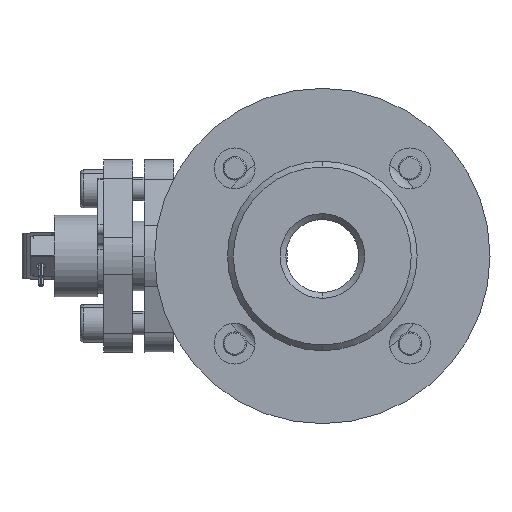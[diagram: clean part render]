
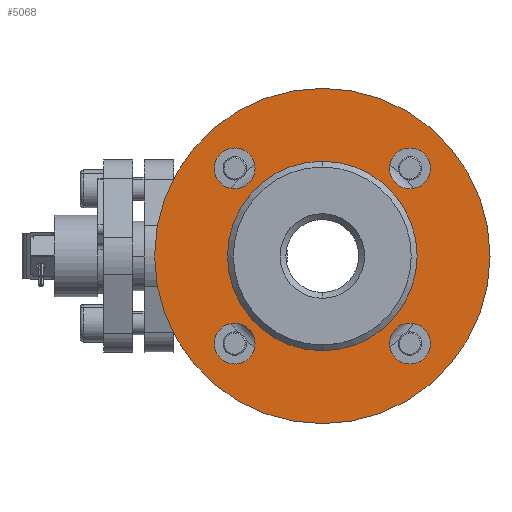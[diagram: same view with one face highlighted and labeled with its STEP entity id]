
A CAD part, left-side view. The second image highlights one B-rep face of the part: STEP entity #5068.
In plain terms, the highlighted planar face has unit normal (-1, 0, 0).
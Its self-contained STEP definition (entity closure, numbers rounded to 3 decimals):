
#44 = VERTEX_POINT ( 'NONE', #9890 ) ;
#98 = AXIS2_PLACEMENT_3D ( 'NONE', #10776, #5135, #411 ) ;
#411 = DIRECTION ( 'NONE',  ( 0., 0., 1. ) ) ;
#715 = DIRECTION ( 'NONE',  ( 0., 0., 1. ) ) ;
#769 = VERTEX_POINT ( 'NONE', #9255 ) ;
#784 = DIRECTION ( 'NONE',  ( 0., 0., 1. ) ) ;
#817 = ORIENTED_EDGE ( 'NONE', *, *, #3248, .F. ) ;
#931 = ORIENTED_EDGE ( 'NONE', *, *, #8169, .T. ) ;
#1016 = PLANE ( 'NONE',  #7770 ) ;
#1185 = CIRCLE ( 'NONE', #5137, 7. ) ;
#1255 = FACE_BOUND ( 'NONE', #2679, .T. ) ;
#1301 = DIRECTION ( 'NONE',  ( -1., 0., 0. ) ) ;
#1684 = VERTEX_POINT ( 'NONE', #11328 ) ;
#1686 = CIRCLE ( 'NONE', #2476, 7. ) ;
#1724 = EDGE_CURVE ( 'NONE', #6615, #9242, #8593, .T. ) ;
#1833 = DIRECTION ( 'NONE',  ( -1., 0., 0. ) ) ;
#1944 = FACE_OUTER_BOUND ( 'NONE', #3774, .T. ) ;
#1957 = AXIS2_PLACEMENT_3D ( 'NONE', #11188, #11122, #7198 ) ;
#2180 = EDGE_CURVE ( 'NONE', #44, #5098, #1686, .T. ) ;
#2237 = DIRECTION ( 'NONE',  ( 0., 0., 1. ) ) ;
#2263 = VERTEX_POINT ( 'NONE', #5726 ) ;
#2451 = EDGE_LOOP ( 'NONE', ( #2851, #6320 ) ) ;
#2476 = AXIS2_PLACEMENT_3D ( 'NONE', #4725, #4544, #10315 ) ;
#2679 = EDGE_LOOP ( 'NONE', ( #7756, #5038 ) ) ;
#2758 = CARTESIAN_POINT ( 'NONE',  ( -70.33, 0., 0. ) ) ;
#2851 = ORIENTED_EDGE ( 'NONE', *, *, #2180, .F. ) ;
#2976 = CARTESIAN_POINT ( 'NONE',  ( -70.33, 30.052, -30.052 ) ) ;
#3103 = ORIENTED_EDGE ( 'NONE', *, *, #9176, .F. ) ;
#3161 = VERTEX_POINT ( 'NONE', #5111 ) ;
#3248 = EDGE_CURVE ( 'NONE', #7250, #3161, #3682, .T. ) ;
#3330 = CIRCLE ( 'NONE', #6891, 7. ) ;
#3342 = CIRCLE ( 'NONE', #11483, 7. ) ;
#3421 = CIRCLE ( 'NONE', #4012, 57.5 ) ;
#3569 = AXIS2_PLACEMENT_3D ( 'NONE', #2758, #1833, #11140 ) ;
#3665 = CARTESIAN_POINT ( 'NONE',  ( -70.33, -30.052, 23.052 ) ) ;
#3682 = CIRCLE ( 'NONE', #8435, 7. ) ;
#3774 = EDGE_LOOP ( 'NONE', ( #931, #5814 ) ) ;
#3861 = DIRECTION ( 'NONE',  ( -1., 0., 0. ) ) ;
#3884 = CARTESIAN_POINT ( 'NONE',  ( -70.33, 30.052, 30.052 ) ) ;
#4012 = AXIS2_PLACEMENT_3D ( 'NONE', #4503, #8293, #8423 ) ;
#4294 = EDGE_CURVE ( 'NONE', #11473, #7959, #5459, .T. ) ;
#4317 = CARTESIAN_POINT ( 'NONE',  ( -70.33, 0., -32.5 ) ) ;
#4503 = CARTESIAN_POINT ( 'NONE',  ( -70.33, 0., 0. ) ) ;
#4544 = DIRECTION ( 'NONE',  ( -1., 0., 0. ) ) ;
#4654 = DIRECTION ( 'NONE',  ( -1., 0., 0. ) ) ;
#4725 = CARTESIAN_POINT ( 'NONE',  ( -70.33, 30.052, -30.052 ) ) ;
#4757 = VERTEX_POINT ( 'NONE', #8137 ) ;
#4850 = CIRCLE ( 'NONE', #6029, 57.5 ) ;
#4934 = DIRECTION ( 'NONE',  ( -1., 0., 0. ) ) ;
#5038 = ORIENTED_EDGE ( 'NONE', *, *, #1724, .F. ) ;
#5068 = ADVANCED_FACE ( 'NONE', ( #11557, #5957, #1255, #9573, #1944, #5719 ), #1016, .T. ) ;
#5098 = VERTEX_POINT ( 'NONE', #8062 ) ;
#5111 = CARTESIAN_POINT ( 'NONE',  ( -70.33, -30.052, -37.052 ) ) ;
#5135 = DIRECTION ( 'NONE',  ( -1., 0., 0. ) ) ;
#5137 = AXIS2_PLACEMENT_3D ( 'NONE', #2976, #1301, #11598 ) ;
#5459 = CIRCLE ( 'NONE', #98, 32.5 ) ;
#5583 = EDGE_CURVE ( 'NONE', #1684, #4757, #3421, .T. ) ;
#5719 = FACE_BOUND ( 'NONE', #11368, .T. ) ;
#5726 = CARTESIAN_POINT ( 'NONE',  ( -70.33, 30.052, 23.052 ) ) ;
#5814 = ORIENTED_EDGE ( 'NONE', *, *, #5583, .T. ) ;
#5949 = CARTESIAN_POINT ( 'NONE',  ( -70.33, 0., 0. ) ) ;
#5957 = FACE_BOUND ( 'NONE', #7338, .T. ) ;
#6010 = AXIS2_PLACEMENT_3D ( 'NONE', #7354, #8282, #784 ) ;
#6029 = AXIS2_PLACEMENT_3D ( 'NONE', #5949, #6874, #2237 ) ;
#6320 = ORIENTED_EDGE ( 'NONE', *, *, #10066, .F. ) ;
#6615 = VERTEX_POINT ( 'NONE', #3665 ) ;
#6662 = DIRECTION ( 'NONE',  ( 0., 0., 1. ) ) ;
#6874 = DIRECTION ( 'NONE',  ( -1., 0., 0. ) ) ;
#6891 = AXIS2_PLACEMENT_3D ( 'NONE', #3884, #4934, #6662 ) ;
#7198 = DIRECTION ( 'NONE',  ( 0., 0., 1. ) ) ;
#7250 = VERTEX_POINT ( 'NONE', #8721 ) ;
#7279 = CARTESIAN_POINT ( 'NONE',  ( -70.33, -30.052, -30.052 ) ) ;
#7338 = EDGE_LOOP ( 'NONE', ( #817, #10490 ) ) ;
#7354 = CARTESIAN_POINT ( 'NONE',  ( -70.33, -30.052, 30.052 ) ) ;
#7544 = CARTESIAN_POINT ( 'NONE',  ( -70.33, 30.052, 30.052 ) ) ;
#7653 = DIRECTION ( 'NONE',  ( 0., 0., 1. ) ) ;
#7756 = ORIENTED_EDGE ( 'NONE', *, *, #9521, .F. ) ;
#7770 = AXIS2_PLACEMENT_3D ( 'NONE', #8574, #3861, #7653 ) ;
#7959 = VERTEX_POINT ( 'NONE', #9391 ) ;
#8062 = CARTESIAN_POINT ( 'NONE',  ( -70.33, 30.052, -37.052 ) ) ;
#8095 = EDGE_LOOP ( 'NONE', ( #3103, #8117 ) ) ;
#8117 = ORIENTED_EDGE ( 'NONE', *, *, #9066, .F. ) ;
#8137 = CARTESIAN_POINT ( 'NONE',  ( -70.33, 0., 57.5 ) ) ;
#8169 = EDGE_CURVE ( 'NONE', #4757, #1684, #4850, .T. ) ;
#8282 = DIRECTION ( 'NONE',  ( -1., 0., 0. ) ) ;
#8293 = DIRECTION ( 'NONE',  ( -1., 0., 0. ) ) ;
#8423 = DIRECTION ( 'NONE',  ( 0., 0., 1. ) ) ;
#8435 = AXIS2_PLACEMENT_3D ( 'NONE', #7279, #11752, #715 ) ;
#8574 = CARTESIAN_POINT ( 'NONE',  ( -70.33, 0., 32.5 ) ) ;
#8593 = CIRCLE ( 'NONE', #6010, 7. ) ;
#8717 = CIRCLE ( 'NONE', #3569, 32.5 ) ;
#8721 = CARTESIAN_POINT ( 'NONE',  ( -70.33, -30.052, -23.052 ) ) ;
#9066 = EDGE_CURVE ( 'NONE', #2263, #769, #9494, .T. ) ;
#9068 = CARTESIAN_POINT ( 'NONE',  ( -70.33, -30.052, 37.052 ) ) ;
#9176 = EDGE_CURVE ( 'NONE', #769, #2263, #3330, .T. ) ;
#9242 = VERTEX_POINT ( 'NONE', #9068 ) ;
#9249 = EDGE_CURVE ( 'NONE', #3161, #7250, #10471, .T. ) ;
#9255 = CARTESIAN_POINT ( 'NONE',  ( -70.33, 30.052, 37.052 ) ) ;
#9322 = CARTESIAN_POINT ( 'NONE',  ( -70.33, -30.052, 30.052 ) ) ;
#9391 = CARTESIAN_POINT ( 'NONE',  ( -70.33, 0., 32.5 ) ) ;
#9483 = AXIS2_PLACEMENT_3D ( 'NONE', #7544, #12200, #11333 ) ;
#9494 = CIRCLE ( 'NONE', #9483, 7. ) ;
#9521 = EDGE_CURVE ( 'NONE', #9242, #6615, #3342, .T. ) ;
#9573 = FACE_BOUND ( 'NONE', #8095, .T. ) ;
#9890 = CARTESIAN_POINT ( 'NONE',  ( -70.33, 30.052, -23.052 ) ) ;
#9907 = ORIENTED_EDGE ( 'NONE', *, *, #4294, .F. ) ;
#10066 = EDGE_CURVE ( 'NONE', #5098, #44, #1185, .T. ) ;
#10315 = DIRECTION ( 'NONE',  ( 0., 0., 1. ) ) ;
#10471 = CIRCLE ( 'NONE', #1957, 7. ) ;
#10490 = ORIENTED_EDGE ( 'NONE', *, *, #9249, .F. ) ;
#10776 = CARTESIAN_POINT ( 'NONE',  ( -70.33, 0., 0. ) ) ;
#10884 = EDGE_CURVE ( 'NONE', #7959, #11473, #8717, .T. ) ;
#11122 = DIRECTION ( 'NONE',  ( -1., 0., 0. ) ) ;
#11140 = DIRECTION ( 'NONE',  ( 0., 0., 1. ) ) ;
#11188 = CARTESIAN_POINT ( 'NONE',  ( -70.33, -30.052, -30.052 ) ) ;
#11328 = CARTESIAN_POINT ( 'NONE',  ( -70.33, 0., -57.5 ) ) ;
#11333 = DIRECTION ( 'NONE',  ( 0., 0., 1. ) ) ;
#11368 = EDGE_LOOP ( 'NONE', ( #9907, #11369 ) ) ;
#11369 = ORIENTED_EDGE ( 'NONE', *, *, #10884, .F. ) ;
#11473 = VERTEX_POINT ( 'NONE', #4317 ) ;
#11483 = AXIS2_PLACEMENT_3D ( 'NONE', #9322, #4654, #12170 ) ;
#11557 = FACE_BOUND ( 'NONE', #2451, .T. ) ;
#11598 = DIRECTION ( 'NONE',  ( 0., 0., 1. ) ) ;
#11752 = DIRECTION ( 'NONE',  ( -1., 0., 0. ) ) ;
#12170 = DIRECTION ( 'NONE',  ( 0., 0., 1. ) ) ;
#12200 = DIRECTION ( 'NONE',  ( -1., 0., 0. ) ) ;
